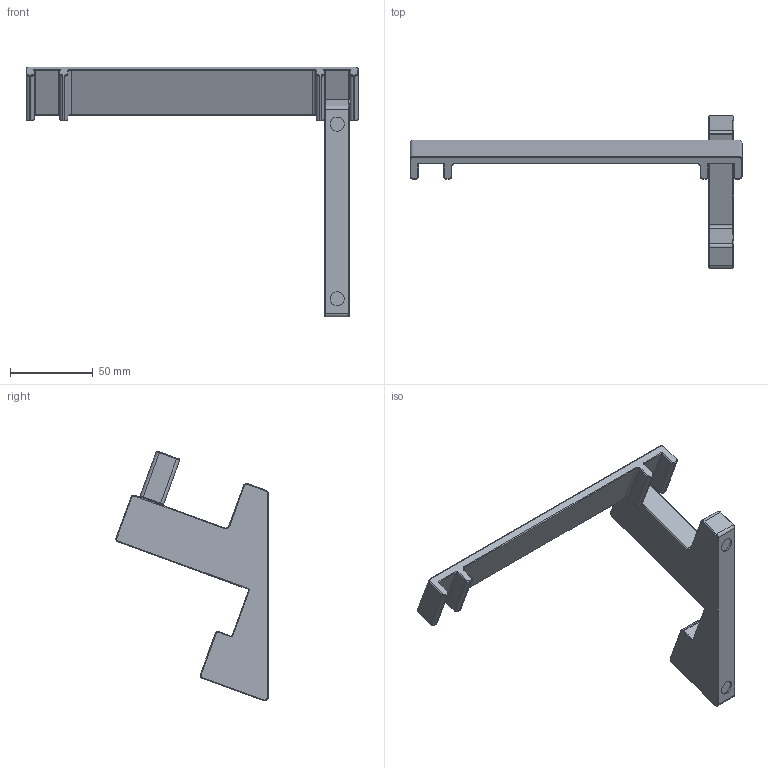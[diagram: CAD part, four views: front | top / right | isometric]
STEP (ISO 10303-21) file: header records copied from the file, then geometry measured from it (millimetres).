
FILE_DESCRIPTION (( 'STEP AP203' ), '1' );
FILE_NAME ('stand_connector.STEP', '2022-02-19T19:05:50', ( '' ), ( '' ), 'SwSTEP 2.0', 'SolidWorks 2021', '' );
FILE_SCHEMA (( 'CONFIG_CONTROL_DESIGN' ));
Length unit declared in the file: millimetre
Products named in the file (1): stand_connector
Bounding box: 200.5 x 91.87 x 150.86 mm (x, y, z)
Volume: 111201.2 mm3; surface area: 33037.3 mm2
Topology: 2 solids, 2 shells, 174 faces, 398 edges, 230 vertices
Faces by surface type: plane 84, cone 58, cylinder 32
Entity records: 4855 total; most frequent: DIRECTION 874, CARTESIAN_POINT 803, ORIENTED_EDGE 796, EDGE_CURVE 398, AXIS2_PLACEMENT_3D 301, VECTOR 272, LINE 272, VERTEX_POINT 230
